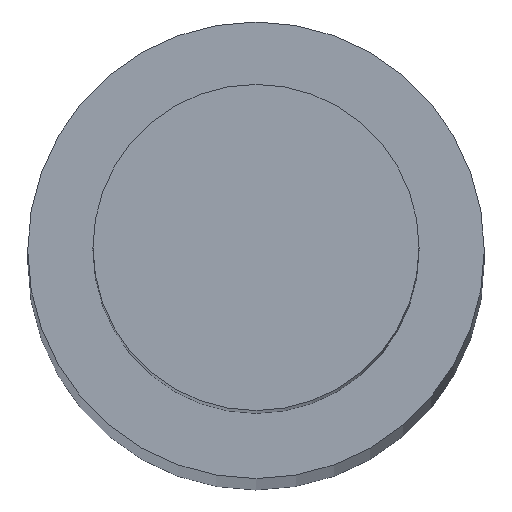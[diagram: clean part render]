
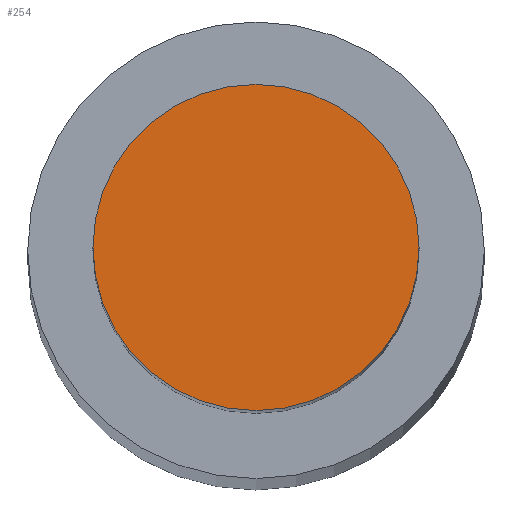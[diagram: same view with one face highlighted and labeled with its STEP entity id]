
A CAD part, top view. The second image highlights one B-rep face of the part: STEP entity #254.
In plain terms, the highlighted planar face has unit normal (0, 0, 1).
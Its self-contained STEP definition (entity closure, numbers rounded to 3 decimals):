
#15 = ORIENTED_EDGE ( 'NONE', *, *, #55, .T. ) ;
#16 = DIRECTION ( 'NONE',  ( 1., 0., 0. ) ) ;
#23 = EDGE_CURVE ( 'NONE', #289, #245, #122, .T. ) ;
#27 = AXIS2_PLACEMENT_3D ( 'NONE', #216, #241, #115 ) ;
#50 = AXIS2_PLACEMENT_3D ( 'NONE', #56, #108, #16 ) ;
#52 = DIRECTION ( 'NONE',  ( 0., 0., 1. ) ) ;
#55 = EDGE_CURVE ( 'NONE', #245, #289, #196, .T. ) ;
#56 = CARTESIAN_POINT ( 'NONE',  ( 0., 0., 75. ) ) ;
#67 = CARTESIAN_POINT ( 'NONE',  ( -2.5, 0., 75. ) ) ;
#87 = EDGE_LOOP ( 'NONE', ( #15, #145 ) ) ;
#108 = DIRECTION ( 'NONE',  ( 0., 0., 1. ) ) ;
#115 = DIRECTION ( 'NONE',  ( 1., 0., 0. ) ) ;
#122 = CIRCLE ( 'NONE', #177, 2.5 ) ;
#145 = ORIENTED_EDGE ( 'NONE', *, *, #23, .T. ) ;
#170 = CARTESIAN_POINT ( 'NONE',  ( 2.5, 0., 75. ) ) ;
#177 = AXIS2_PLACEMENT_3D ( 'NONE', #275, #52, #204 ) ;
#196 = CIRCLE ( 'NONE', #50, 2.5 ) ;
#202 = FACE_OUTER_BOUND ( 'NONE', #87, .T. ) ;
#204 = DIRECTION ( 'NONE',  ( 1., 0., 0. ) ) ;
#216 = CARTESIAN_POINT ( 'NONE',  ( 0., 0., 75. ) ) ;
#241 = DIRECTION ( 'NONE',  ( 0., 0., 1. ) ) ;
#242 = PLANE ( 'NONE',  #27 ) ;
#245 = VERTEX_POINT ( 'NONE', #67 ) ;
#254 = ADVANCED_FACE ( 'NONE', ( #202 ), #242, .T. ) ;
#275 = CARTESIAN_POINT ( 'NONE',  ( 0., 0., 75. ) ) ;
#289 = VERTEX_POINT ( 'NONE', #170 ) ;
